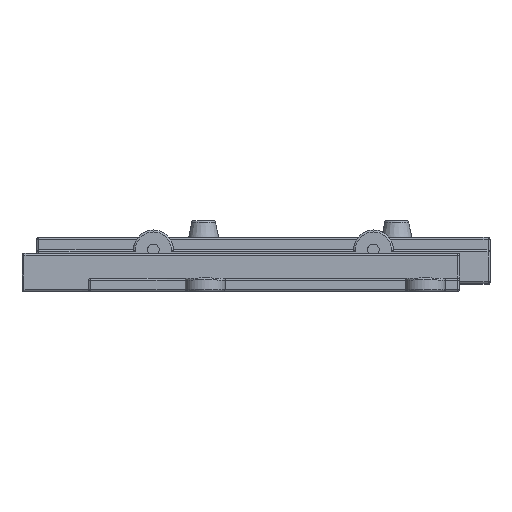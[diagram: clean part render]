
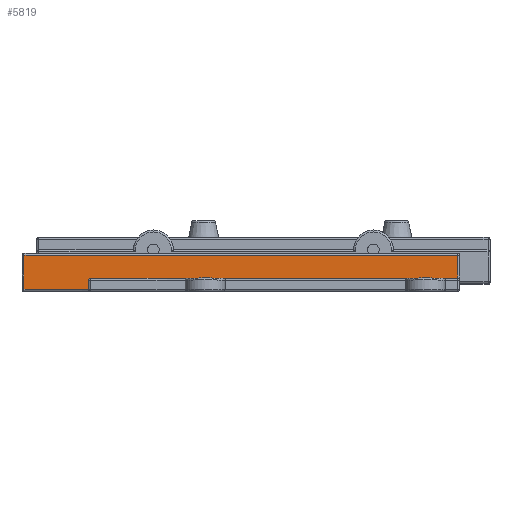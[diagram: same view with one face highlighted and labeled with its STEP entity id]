
A CAD part, top view. The second image highlights one B-rep face of the part: STEP entity #5819.
In plain terms, the highlighted face is planar.
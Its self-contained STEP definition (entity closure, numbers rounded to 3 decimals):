
#754=LINE('',#11417,#1151);
#758=LINE('',#11437,#1155);
#763=LINE('',#11453,#1160);
#768=LINE('',#11465,#1165);
#790=LINE('',#11570,#1187);
#794=LINE('',#11597,#1191);
#1151=VECTOR('',#8183,10.);
#1155=VECTOR('',#8207,10.);
#1160=VECTOR('',#8226,10.);
#1165=VECTOR('',#8239,10.);
#1187=VECTOR('',#8327,10.);
#1191=VECTOR('',#8345,10.);
#1302=PLANE('',#6557);
#1642=FACE_OUTER_BOUND('',#2045,.T.);
#2045=EDGE_LOOP('',(#5391,#5392,#5393,#5394,#5395,#5396,#5397));
#2384=CIRCLE('',#6527,0.6);
#2863=VERTEX_POINT('',#11393);
#2870=VERTEX_POINT('',#11409);
#2876=VERTEX_POINT('',#11429);
#2880=VERTEX_POINT('',#11443);
#2882=VERTEX_POINT('',#11452);
#2890=VERTEX_POINT('',#11488);
#2891=VERTEX_POINT('',#11490);
#3671=EDGE_CURVE('',#2870,#2863,#754,.T.);
#3681=EDGE_CURVE('',#2876,#2870,#758,.T.);
#3689=EDGE_CURVE('',#2882,#2880,#763,.T.);
#3696=EDGE_CURVE('',#2880,#2876,#768,.T.);
#3710=EDGE_CURVE('',#2890,#2891,#2384,.F.);
#3738=EDGE_CURVE('',#2863,#2890,#790,.T.);
#3743=EDGE_CURVE('',#2882,#2891,#794,.T.);
#5391=ORIENTED_EDGE('',*,*,#3689,.F.);
#5392=ORIENTED_EDGE('',*,*,#3743,.T.);
#5393=ORIENTED_EDGE('',*,*,#3710,.F.);
#5394=ORIENTED_EDGE('',*,*,#3738,.F.);
#5395=ORIENTED_EDGE('',*,*,#3671,.F.);
#5396=ORIENTED_EDGE('',*,*,#3681,.F.);
#5397=ORIENTED_EDGE('',*,*,#3696,.F.);
#5819=ADVANCED_FACE('',(#1642),#1302,.T.);
#6527=AXIS2_PLACEMENT_3D('',#11491,#8269,#8270);
#6557=AXIS2_PLACEMENT_3D('',#11598,#8346,#8347);
#8183=DIRECTION('',(0.,0.,-1.));
#8207=DIRECTION('',(-1.,0.,0.));
#8226=DIRECTION('',(1.,0.,0.));
#8239=DIRECTION('',(0.,0.,1.));
#8269=DIRECTION('center_axis',(0.,-1.,0.));
#8270=DIRECTION('ref_axis',(0.707,0.,0.707));
#8327=DIRECTION('',(1.,0.,0.));
#8345=DIRECTION('',(0.,0.,1.));
#8346=DIRECTION('center_axis',(0.,1.,0.));
#8347=DIRECTION('ref_axis',(0.,0.,1.));
#11393=CARTESIAN_POINT('',(-38.377,0.,42.5));
#11409=CARTESIAN_POINT('',(-38.377,0.,49.3));
#11417=CARTESIAN_POINT('',(-38.377,0.,41.35));
#11429=CARTESIAN_POINT('',(91.9,0.,49.3));
#11437=CARTESIAN_POINT('',(14.45,0.,49.3));
#11443=CARTESIAN_POINT('',(91.9,0.,39.1));
#11452=CARTESIAN_POINT('',(72.5,0.,39.1));
#11453=CARTESIAN_POINT('',(38.475,0.,39.1));
#11465=CARTESIAN_POINT('',(91.9,0.,44.2));
#11488=CARTESIAN_POINT('',(71.9,0.,42.5));
#11490=CARTESIAN_POINT('',(72.5,0.,41.9));
#11491=CARTESIAN_POINT('Origin',(71.9,0.,
41.9));
#11570=CARTESIAN_POINT('',(-54.025,0.,42.5));
#11597=CARTESIAN_POINT('',(72.5,0.,42.35));
#11598=CARTESIAN_POINT('Origin',(4.45,0.,
44.2));
